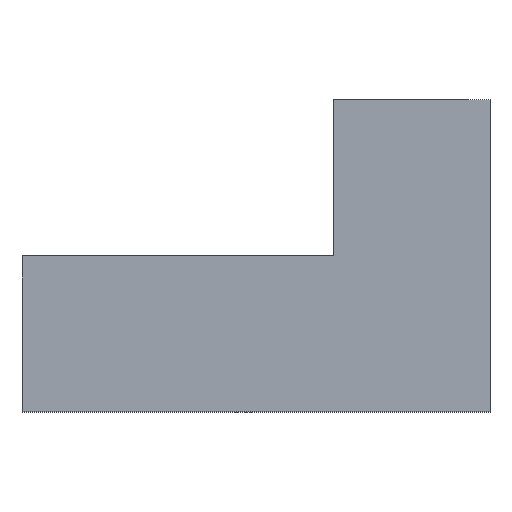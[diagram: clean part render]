
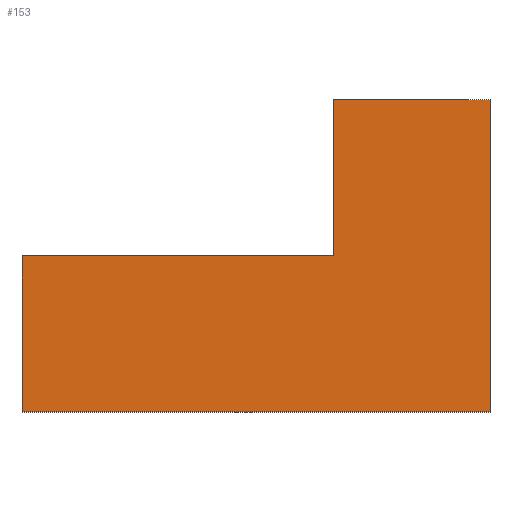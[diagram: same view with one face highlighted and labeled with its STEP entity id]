
A CAD part, top view. The second image highlights one B-rep face of the part: STEP entity #153.
In plain terms, the highlighted planar face has unit normal (0, 0, 1).
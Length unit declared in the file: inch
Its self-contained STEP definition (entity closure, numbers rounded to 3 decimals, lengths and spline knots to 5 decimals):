
#18=FACE_OUTER_BOUND($,#26,.T.);
#26=EDGE_LOOP($,(#120,#121,#122,#123,#124,#125));
#29=LINE($,#208,#47);
#33=LINE($,#216,#51);
#37=LINE($,#223,#55);
#39=LINE($,#228,#57);
#44=LINE($,#237,#62);
#45=LINE($,#239,#63);
#47=VECTOR($,#171,0.75);
#51=VECTOR($,#177,0.75);
#55=VECTOR($,#183,1.5);
#57=VECTOR($,#187,0.75);
#62=VECTOR($,#196,1.5);
#63=VECTOR($,#199,2.25);
#64=VERTEX_POINT($,#204);
#66=VERTEX_POINT($,#207);
#69=VERTEX_POINT($,#215);
#71=VERTEX_POINT($,#221);
#72=VERTEX_POINT($,#225);
#75=VERTEX_POINT($,#235);
#77=EDGE_CURVE($,#64,#66,#29,.T.);
#81=EDGE_CURVE($,#66,#69,#33,.T.);
#85=EDGE_CURVE($,#71,#64,#37,.T.);
#87=EDGE_CURVE($,#72,#71,#39,.T.);
#92=EDGE_CURVE($,#75,#69,#44,.T.);
#93=EDGE_CURVE($,#75,#72,#45,.T.);
#120=ORIENTED_EDGE($,*,*,#93,.F.);
#121=ORIENTED_EDGE($,*,*,#92,.T.);
#122=ORIENTED_EDGE($,*,*,#81,.F.);
#123=ORIENTED_EDGE($,*,*,#77,.F.);
#124=ORIENTED_EDGE($,*,*,#85,.F.);
#125=ORIENTED_EDGE($,*,*,#87,.F.);
#136=PLANE($,#164);
#153=ADVANCED_FACE($,(#18),#136,.T.);
#164=AXIS2_PLACEMENT_3D($,#238,#197,#198);
#171=DIRECTION($,(0.,1.,0.));
#177=DIRECTION($,(1.,0.,0.));
#183=DIRECTION($,(1.,0.,0.));
#187=DIRECTION($,(0.,1.,0.));
#196=DIRECTION($,(0.,1.,0.));
#197=DIRECTION('center_axis',(0.,0.,1.));
#198=DIRECTION('ref_axis',(1.,0.,0.));
#199=DIRECTION($,(-1.,0.,0.));
#204=CARTESIAN_POINT('',(-0.33757,0.75,0.1681));
#207=CARTESIAN_POINT('',(-0.33757,1.5,0.1681));
#208=CARTESIAN_POINT($,(-0.33757,0.75,0.1681));
#215=CARTESIAN_POINT('',(0.41243,1.5,0.1681));
#216=CARTESIAN_POINT($,(-0.33757,1.5,0.1681));
#221=CARTESIAN_POINT('',(-1.83757,0.75,0.1681));
#223=CARTESIAN_POINT($,(0.41243,0.75,0.1681));
#225=CARTESIAN_POINT('',(-1.83757,0.,0.1681));
#228=CARTESIAN_POINT($,(-1.83757,0.,0.1681));
#235=CARTESIAN_POINT('',(0.41243,0.,0.1681));
#237=CARTESIAN_POINT($,(0.41243,0.,0.1681));
#238=CARTESIAN_POINT('Origin',(-1.83757,0.,0.1681));
#239=CARTESIAN_POINT($,(0.41243,0.,0.1681));
